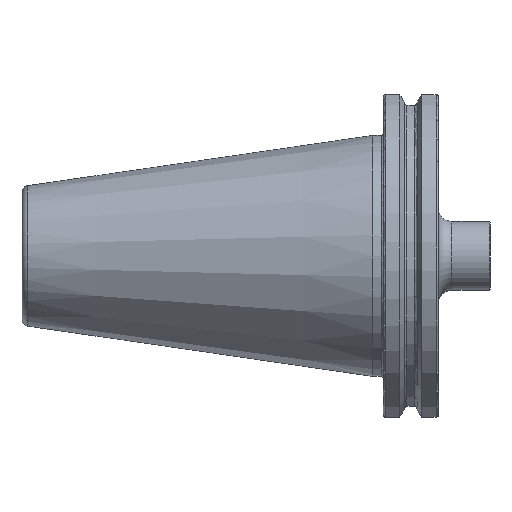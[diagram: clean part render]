
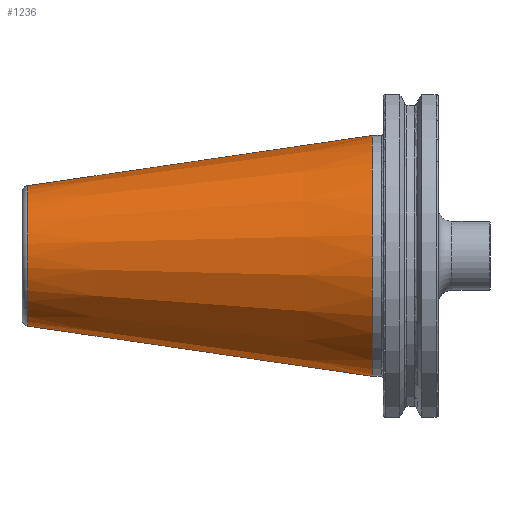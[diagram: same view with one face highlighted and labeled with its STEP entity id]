
A CAD part, front view. The second image highlights one B-rep face of the part: STEP entity #1236.
In plain terms, the highlighted conical face has half-angle 8.297 degrees and reference radius 34.925 mm.
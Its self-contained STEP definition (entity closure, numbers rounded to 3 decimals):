
#267 = EDGE_CURVE ( 'NONE', #3464, #2396, #1818, .T. ) ;
#450 = VECTOR ( 'NONE', #657, 1000. ) ;
#465 = LINE ( 'NONE', #780, #450 ) ;
#496 = AXIS2_PLACEMENT_3D ( 'NONE', #5098, #5111, #5130 ) ;
#620 = VECTOR ( 'NONE', #2560, 1000. ) ;
#626 = LINE ( 'NONE', #2914, #620 ) ;
#657 = DIRECTION ( 'NONE',  ( 0.99, 0., -0.144 ) ) ;
#780 = CARTESIAN_POINT ( 'NONE',  ( 0., 0., -34.925 ) ) ;
#1236 = ADVANCED_FACE ( 'NONE', ( #3524 ), #3399, .T. ) ;
#1482 = CARTESIAN_POINT ( 'NONE',  ( 0., 0., -34.925 ) ) ;
#1525 = VERTEX_POINT ( 'NONE', #4806 ) ;
#1616 = CARTESIAN_POINT ( 'NONE',  ( 0., 0., 0. ) ) ;
#1635 = DIRECTION ( 'NONE',  ( 0., 0., 1. ) ) ;
#1654 = DIRECTION ( 'NONE',  ( -1., 0., 0. ) ) ;
#1719 = CARTESIAN_POINT ( 'NONE',  ( -99.889, 0., -20.358 ) ) ;
#1818 = CIRCLE ( 'NONE', #496, 20.358 ) ;
#2067 = CIRCLE ( 'NONE', #3012, 34.925 ) ;
#2317 = EDGE_CURVE ( 'NONE', #5256, #1525, #2067, .T. ) ;
#2396 = VERTEX_POINT ( 'NONE', #5425 ) ;
#2560 = DIRECTION ( 'NONE',  ( 0.99, 0., 0.144 ) ) ;
#2914 = CARTESIAN_POINT ( 'NONE',  ( 0., 0., 34.925 ) ) ;
#3012 = AXIS2_PLACEMENT_3D ( 'NONE', #1616, #1654, #1635 ) ;
#3395 = EDGE_CURVE ( 'NONE', #2396, #1525, #626, .T. ) ;
#3399 = CONICAL_SURFACE ( 'NONE', #5160, 34.925, 0.145 ) ;
#3464 = VERTEX_POINT ( 'NONE', #1719 ) ;
#3493 = EDGE_CURVE ( 'NONE', #3464, #5256, #465, .T. ) ;
#3524 = FACE_OUTER_BOUND ( 'NONE', #4658, .T. ) ;
#3924 = ORIENTED_EDGE ( 'NONE', *, *, #2317, .T. ) ;
#3934 = ORIENTED_EDGE ( 'NONE', *, *, #3493, .T. ) ;
#3956 = ORIENTED_EDGE ( 'NONE', *, *, #267, .F. ) ;
#3982 = ORIENTED_EDGE ( 'NONE', *, *, #3395, .F. ) ;
#4658 = EDGE_LOOP ( 'NONE', ( #3982, #3956, #3934, #3924 ) ) ;
#4806 = CARTESIAN_POINT ( 'NONE',  ( 0., 0., 34.925 ) ) ;
#5007 = CARTESIAN_POINT ( 'NONE',  ( 0., 0., 0. ) ) ;
#5058 = DIRECTION ( 'NONE',  ( 1., 0., 0. ) ) ;
#5098 = CARTESIAN_POINT ( 'NONE',  ( -99.889, 0., 0. ) ) ;
#5111 = DIRECTION ( 'NONE',  ( -1., 0., 0. ) ) ;
#5125 = DIRECTION ( 'NONE',  ( 0., 0., -1. ) ) ;
#5130 = DIRECTION ( 'NONE',  ( 0., 0., 1. ) ) ;
#5160 = AXIS2_PLACEMENT_3D ( 'NONE', #5007, #5058, #5125 ) ;
#5256 = VERTEX_POINT ( 'NONE', #1482 ) ;
#5425 = CARTESIAN_POINT ( 'NONE',  ( -99.889, 0., 20.358 ) ) ;
